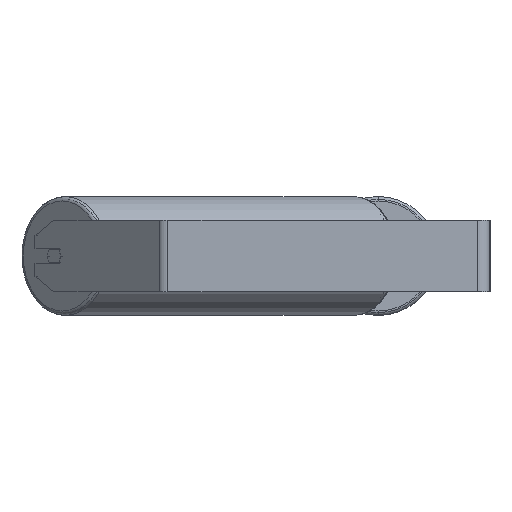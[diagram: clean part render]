
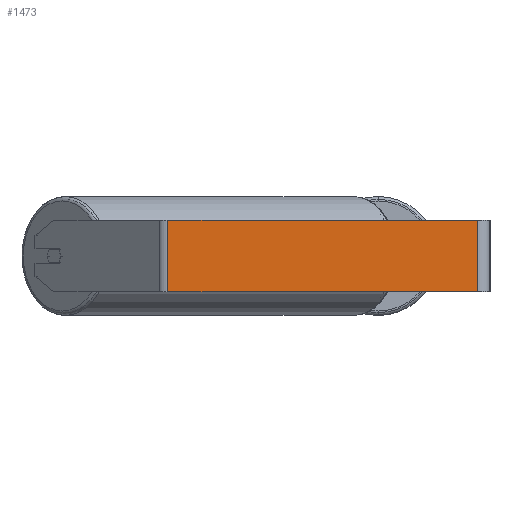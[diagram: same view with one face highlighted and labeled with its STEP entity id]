
A CAD part, left-side view. The second image highlights one B-rep face of the part: STEP entity #1473.
In plain terms, the highlighted planar face has unit normal (-1, 0, 0).
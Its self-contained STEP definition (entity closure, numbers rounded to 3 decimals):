
#67 = DIRECTION ( 'NONE',  ( 0., -1., 0. ) ) ;
#351 = CARTESIAN_POINT ( 'NONE',  ( -745., 359.979, 40. ) ) ;
#365 = CARTESIAN_POINT ( 'NONE',  ( -745., 365.778, 40. ) ) ;
#407 = LINE ( 'NONE', #365, #7260 ) ;
#984 = ORIENTED_EDGE ( 'NONE', *, *, #8036, .T. ) ;
#1197 = ORIENTED_EDGE ( 'NONE', *, *, #8562, .F. ) ;
#1473 = ADVANCED_FACE ( 'NONE', ( #2569 ), #5882, .F. ) ;
#1643 = LINE ( 'NONE', #5502, #4833 ) ;
#1652 = LINE ( 'NONE', #4347, #8600 ) ;
#1782 = EDGE_CURVE ( 'NONE', #3110, #3102, #3666, .T. ) ;
#2569 = FACE_OUTER_BOUND ( 'NONE', #3830, .T. ) ;
#2771 = EDGE_CURVE ( 'NONE', #7901, #3621, #1652, .T. ) ;
#3091 = CARTESIAN_POINT ( 'NONE',  ( -745., 14., 40. ) ) ;
#3102 = VERTEX_POINT ( 'NONE', #3921 ) ;
#3110 = VERTEX_POINT ( 'NONE', #3091 ) ;
#3621 = VERTEX_POINT ( 'NONE', #4051 ) ;
#3666 = LINE ( 'NONE', #6943, #5191 ) ;
#3830 = EDGE_LOOP ( 'NONE', ( #984, #8602, #1197, #8460 ) ) ;
#3846 = CARTESIAN_POINT ( 'NONE',  ( -745., 365.778, 40. ) ) ;
#3921 = CARTESIAN_POINT ( 'NONE',  ( -745., 14., -40. ) ) ;
#4051 = CARTESIAN_POINT ( 'NONE',  ( -745., 359.979, -40. ) ) ;
#4347 = CARTESIAN_POINT ( 'NONE',  ( -745., 359.979, 40. ) ) ;
#4833 = VECTOR ( 'NONE', #67, 1000. ) ;
#5191 = VECTOR ( 'NONE', #8321, 1000. ) ;
#5502 = CARTESIAN_POINT ( 'NONE',  ( -745., 365.778, -40. ) ) ;
#5604 = AXIS2_PLACEMENT_3D ( 'NONE', #3846, #7886, #7124 ) ;
#5882 = PLANE ( 'NONE',  #5604 ) ;
#6943 = CARTESIAN_POINT ( 'NONE',  ( -745., 14., 40. ) ) ;
#7049 = DIRECTION ( 'NONE',  ( 0., 0., -1. ) ) ;
#7124 = DIRECTION ( 'NONE',  ( 0., 1., 0. ) ) ;
#7260 = VECTOR ( 'NONE', #8453, 1000. ) ;
#7886 = DIRECTION ( 'NONE',  ( 1., 0., 0. ) ) ;
#7901 = VERTEX_POINT ( 'NONE', #351 ) ;
#8036 = EDGE_CURVE ( 'NONE', #3621, #3102, #1643, .T. ) ;
#8321 = DIRECTION ( 'NONE',  ( 0., 0., -1. ) ) ;
#8453 = DIRECTION ( 'NONE',  ( 0., -1., 0. ) ) ;
#8460 = ORIENTED_EDGE ( 'NONE', *, *, #2771, .T. ) ;
#8562 = EDGE_CURVE ( 'NONE', #7901, #3110, #407, .T. ) ;
#8600 = VECTOR ( 'NONE', #7049, 1000. ) ;
#8602 = ORIENTED_EDGE ( 'NONE', *, *, #1782, .F. ) ;
